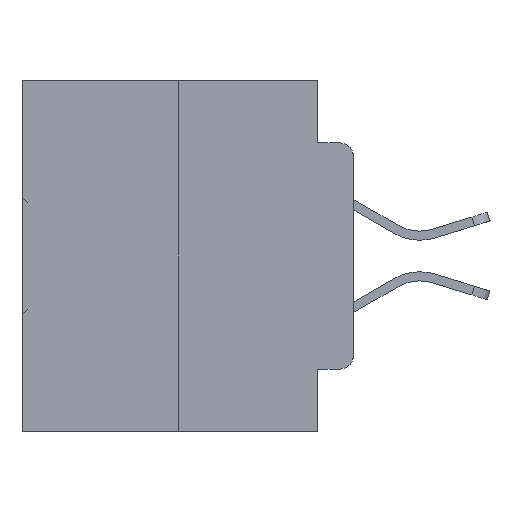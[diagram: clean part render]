
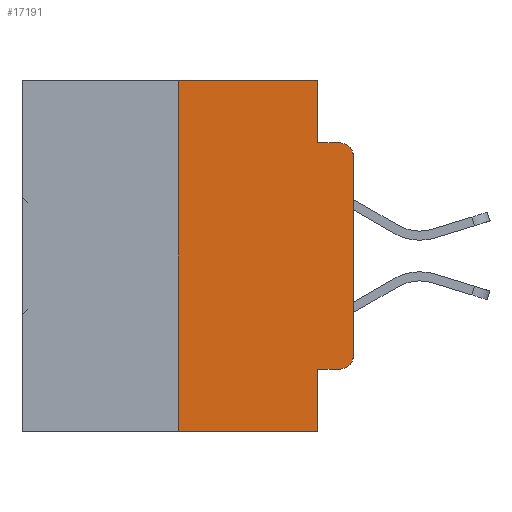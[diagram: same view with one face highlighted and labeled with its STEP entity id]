
A CAD part, left-side view. The second image highlights one B-rep face of the part: STEP entity #17191.
In plain terms, the highlighted planar face has unit normal (-1, 0, 0).
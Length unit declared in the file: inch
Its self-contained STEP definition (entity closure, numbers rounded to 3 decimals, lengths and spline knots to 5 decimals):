
#513 = VECTOR ( 'NONE', #27344, 39.37008 ) ;
#595 = VECTOR ( 'NONE', #28956, 39.37008 ) ;
#821 = VERTEX_POINT ( 'NONE', #10895 ) ;
#1220 = EDGE_CURVE ( 'NONE', #20681, #4156, #35423, .T. ) ;
#2169 = EDGE_CURVE ( 'NONE', #30799, #4436, #32821, .T. ) ;
#2429 = CARTESIAN_POINT ( 'NONE',  ( 0., 0., -0.1085 ) ) ;
#3597 = CARTESIAN_POINT ( 'NONE',  ( 0., 0.051, -0.0885 ) ) ;
#3856 = LINE ( 'NONE', #14096, #7716 ) ;
#4156 = VERTEX_POINT ( 'NONE', #26309 ) ;
#4436 = VERTEX_POINT ( 'NONE', #8633 ) ;
#5312 = CARTESIAN_POINT ( 'NONE',  ( 0., 0.25, 0. ) ) ;
#5956 = ORIENTED_EDGE ( 'NONE', *, *, #26286, .T. ) ;
#6330 = EDGE_LOOP ( 'NONE', ( #21764, #26192, #7107, #12998, #6565, #12610, #14512, #14788, #5956, #12684 ) ) ;
#6413 = CARTESIAN_POINT ( 'NONE',  ( 0., 0.051, 0. ) ) ;
#6565 = ORIENTED_EDGE ( 'NONE', *, *, #2169, .F. ) ;
#6987 = AXIS2_PLACEMENT_3D ( 'NONE', #16078, #29741, #21615 ) ;
#7107 = ORIENTED_EDGE ( 'NONE', *, *, #16416, .F. ) ;
#7716 = VECTOR ( 'NONE', #31354, 39.37008 ) ;
#8061 = CIRCLE ( 'NONE', #9720, 0.02 ) ;
#8633 = CARTESIAN_POINT ( 'NONE',  ( 0., 0.051, 0. ) ) ;
#8666 = VECTOR ( 'NONE', #25265, 39.37008 ) ;
#8698 = EDGE_CURVE ( 'NONE', #29725, #24061, #28986, .T. ) ;
#9384 = PLANE ( 'NONE',  #13221 ) ;
#9720 = AXIS2_PLACEMENT_3D ( 'NONE', #10109, #21297, #32043 ) ;
#10109 = CARTESIAN_POINT ( 'NONE',  ( 0., 0.02, -0.1085 ) ) ;
#10895 = CARTESIAN_POINT ( 'NONE',  ( 0., 0.051, -0.4115 ) ) ;
#11596 = VERTEX_POINT ( 'NONE', #19582 ) ;
#11803 = CARTESIAN_POINT ( 'NONE',  ( 0., 0.473, 0. ) ) ;
#11920 = DIRECTION ( 'NONE',  ( 1., 0., 0. ) ) ;
#12610 = ORIENTED_EDGE ( 'NONE', *, *, #21759, .F. ) ;
#12684 = ORIENTED_EDGE ( 'NONE', *, *, #34916, .T. ) ;
#12774 = CARTESIAN_POINT ( 'NONE',  ( 0., 0.473, -0.5 ) ) ;
#12877 = CARTESIAN_POINT ( 'NONE',  ( 0., 0.25, -0.5 ) ) ;
#12998 = ORIENTED_EDGE ( 'NONE', *, *, #33990, .F. ) ;
#13221 = AXIS2_PLACEMENT_3D ( 'NONE', #11803, #11920, #34178 ) ;
#13503 = VECTOR ( 'NONE', #29073, 39.37008 ) ;
#13963 = EDGE_CURVE ( 'NONE', #821, #4156, #30703, .T. ) ;
#14096 = CARTESIAN_POINT ( 'NONE',  ( 0., 0.051, 0. ) ) ;
#14299 = VECTOR ( 'NONE', #33840, 39.37008 ) ;
#14512 = ORIENTED_EDGE ( 'NONE', *, *, #1220, .T. ) ;
#14788 = ORIENTED_EDGE ( 'NONE', *, *, #13963, .F. ) ;
#15252 = CARTESIAN_POINT ( 'NONE',  ( 0., 0., 0. ) ) ;
#15521 = CARTESIAN_POINT ( 'NONE',  ( 0., 0.473, 0. ) ) ;
#15900 = VECTOR ( 'NONE', #20198, 39.37008 ) ;
#16078 = CARTESIAN_POINT ( 'NONE',  ( 0., 0.02, -0.3915 ) ) ;
#16416 = EDGE_CURVE ( 'NONE', #28691, #11596, #23203, .T. ) ;
#17191 = ADVANCED_FACE ( 'NONE', ( #33473 ), #9384, .F. ) ;
#17537 = DIRECTION ( 'NONE',  ( 0., 0., 1. ) ) ;
#17713 = CARTESIAN_POINT ( 'NONE',  ( 0., 0.051, -0.4115 ) ) ;
#19582 = CARTESIAN_POINT ( 'NONE',  ( 0., 0.02, -0.0885 ) ) ;
#20198 = DIRECTION ( 'NONE',  ( 0., -1., 0. ) ) ;
#20617 = VERTEX_POINT ( 'NONE', #26025 ) ;
#20681 = VERTEX_POINT ( 'NONE', #12877 ) ;
#21297 = DIRECTION ( 'NONE',  ( -1., 0., 0. ) ) ;
#21615 = DIRECTION ( 'NONE',  ( 0., 0., -1. ) ) ;
#21759 = EDGE_CURVE ( 'NONE', #20681, #30799, #27684, .T. ) ;
#21764 = ORIENTED_EDGE ( 'NONE', *, *, #8698, .T. ) ;
#22993 = CARTESIAN_POINT ( 'NONE',  ( 0., 0.25, 0. ) ) ;
#23203 = LINE ( 'NONE', #3597, #15900 ) ;
#24061 = VERTEX_POINT ( 'NONE', #2429 ) ;
#24458 = CARTESIAN_POINT ( 'NONE',  ( 0., 0.051, -0.0885 ) ) ;
#25265 = DIRECTION ( 'NONE',  ( 0., 0., -1. ) ) ;
#25742 = CIRCLE ( 'NONE', #6987, 0.02 ) ;
#26025 = CARTESIAN_POINT ( 'NONE',  ( 0., 0.02, -0.4115 ) ) ;
#26192 = ORIENTED_EDGE ( 'NONE', *, *, #34360, .T. ) ;
#26286 = EDGE_CURVE ( 'NONE', #821, #20617, #30778, .T. ) ;
#26309 = CARTESIAN_POINT ( 'NONE',  ( 0., 0.051, -0.5 ) ) ;
#27344 = DIRECTION ( 'NONE',  ( 0., -1., 0. ) ) ;
#27684 = LINE ( 'NONE', #22993, #14299 ) ;
#28691 = VERTEX_POINT ( 'NONE', #24458 ) ;
#28956 = DIRECTION ( 'NONE',  ( 0., -1., 0. ) ) ;
#28986 = LINE ( 'NONE', #15252, #32394 ) ;
#29073 = DIRECTION ( 'NONE',  ( 0., -1., 0. ) ) ;
#29725 = VERTEX_POINT ( 'NONE', #30732 ) ;
#29741 = DIRECTION ( 'NONE',  ( -1., 0., 0. ) ) ;
#30703 = LINE ( 'NONE', #6413, #8666 ) ;
#30732 = CARTESIAN_POINT ( 'NONE',  ( 0., 0., -0.3915 ) ) ;
#30778 = LINE ( 'NONE', #17713, #595 ) ;
#30799 = VERTEX_POINT ( 'NONE', #5312 ) ;
#31354 = DIRECTION ( 'NONE',  ( 0., 0., -1. ) ) ;
#32043 = DIRECTION ( 'NONE',  ( 0., 0., -1. ) ) ;
#32394 = VECTOR ( 'NONE', #17537, 39.37008 ) ;
#32821 = LINE ( 'NONE', #15521, #513 ) ;
#33473 = FACE_OUTER_BOUND ( 'NONE', #6330, .T. ) ;
#33840 = DIRECTION ( 'NONE',  ( 0., 0., 1. ) ) ;
#33990 = EDGE_CURVE ( 'NONE', #4436, #28691, #3856, .T. ) ;
#34178 = DIRECTION ( 'NONE',  ( 0., 0., -1. ) ) ;
#34360 = EDGE_CURVE ( 'NONE', #24061, #11596, #8061, .T. ) ;
#34916 = EDGE_CURVE ( 'NONE', #20617, #29725, #25742, .T. ) ;
#35423 = LINE ( 'NONE', #12774, #13503 ) ;
